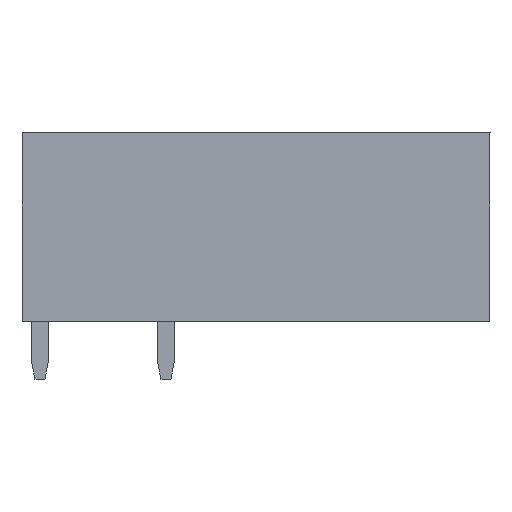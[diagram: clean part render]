
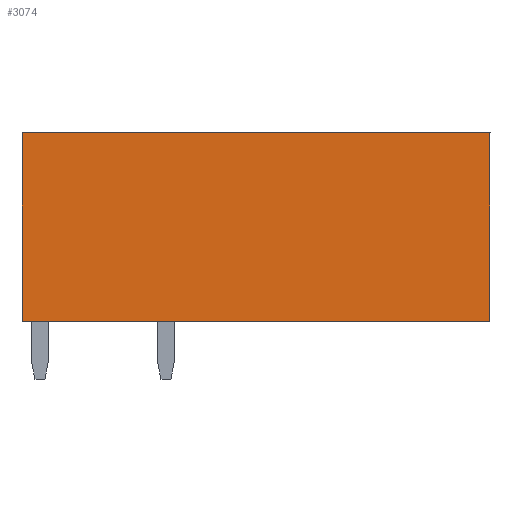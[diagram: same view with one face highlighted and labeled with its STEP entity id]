
A CAD part, left-side view. The second image highlights one B-rep face of the part: STEP entity #3074.
In plain terms, the highlighted planar face has unit normal (-1, 0, 0).
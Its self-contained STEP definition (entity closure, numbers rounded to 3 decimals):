
#3066=AXIS2_PLACEMENT_3D('Plane Axis2P3D',#3063,#3064,#3065) ;
#350=CARTESIAN_POINT('Vertex',(0.,28.3,3.5)) ;
#353=CARTESIAN_POINT('Line Origine',(0.,28.3,9.2)) ;
#357=CARTESIAN_POINT('Vertex',(0.,28.3,14.9)) ;
#680=CARTESIAN_POINT('Vertex',(0.,0.,3.5)) ;
#683=CARTESIAN_POINT('Line Origine',(0.,14.15,3.5)) ;
#778=CARTESIAN_POINT('Vertex',(0.,0.,14.9)) ;
#781=CARTESIAN_POINT('Line Origine',(0.,0.,9.2)) ;
#3051=CARTESIAN_POINT('Line Origine',(0.,14.15,14.9)) ;
#3063=CARTESIAN_POINT('Axis2P3D Location',(0.,0.,0.)) ;
#354=DIRECTION('Vector Direction',(0.,0.,1.)) ;
#684=DIRECTION('Vector Direction',(0.,1.,0.)) ;
#782=DIRECTION('Vector Direction',(0.,0.,-1.)) ;
#3052=DIRECTION('Vector Direction',(0.,-1.,0.)) ;
#3064=DIRECTION('Axis2P3D Direction',(-1.,0.,0.)) ;
#3065=DIRECTION('Axis2P3D XDirection',(-0.,-1.,-0.)) ;
#355=VECTOR('Line Direction',#354,1.) ;
#685=VECTOR('Line Direction',#684,1.) ;
#783=VECTOR('Line Direction',#782,1.) ;
#3053=VECTOR('Line Direction',#3052,1.) ;
#3069=ORIENTED_EDGE('',*,*,#359,.T.) ;
#3070=ORIENTED_EDGE('',*,*,#687,.T.) ;
#3071=ORIENTED_EDGE('',*,*,#785,.T.) ;
#3072=ORIENTED_EDGE('',*,*,#3055,.T.) ;
#3074=ADVANCED_FACE('HOUSING',(#3073),#3067,.T.) ;
#359=EDGE_CURVE('',#358,#351,#356,.F.) ;
#687=EDGE_CURVE('',#351,#681,#686,.F.) ;
#785=EDGE_CURVE('',#681,#779,#784,.F.) ;
#3055=EDGE_CURVE('',#779,#358,#3054,.F.) ;
#3068=EDGE_LOOP('',(#3069,#3070,#3071,#3072)) ;
#3073=FACE_OUTER_BOUND('',#3068,.T.) ;
#356=LINE('Line',#353,#355) ;
#686=LINE('Line',#683,#685) ;
#784=LINE('Line',#781,#783) ;
#3054=LINE('Line',#3051,#3053) ;
#3067=PLANE('',#3066) ;
#351=VERTEX_POINT('',#350) ;
#358=VERTEX_POINT('',#357) ;
#681=VERTEX_POINT('',#680) ;
#779=VERTEX_POINT('',#778) ;
